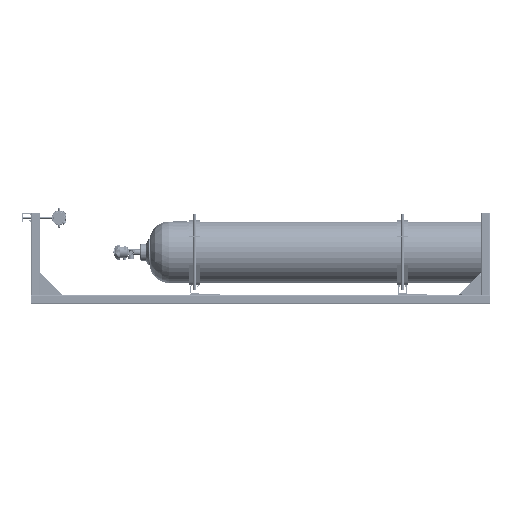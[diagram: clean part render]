
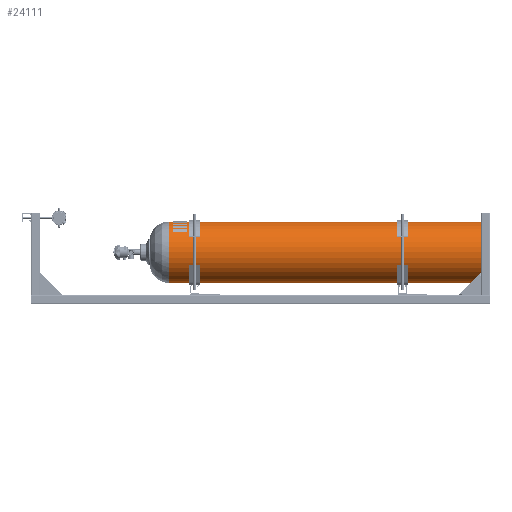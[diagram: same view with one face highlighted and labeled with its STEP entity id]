
A CAD part, left-side view. The second image highlights one B-rep face of the part: STEP entity #24111.
In plain terms, the highlighted cylindrical face has radius 142.85 mm (diameter 285.7 mm), a partial arc.
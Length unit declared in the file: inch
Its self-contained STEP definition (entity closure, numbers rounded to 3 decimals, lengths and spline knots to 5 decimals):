
#5010 = CARTESIAN_POINT ( 'NONE',  ( 0., 0., 5.62402 ) ) ;
#7336 = CARTESIAN_POINT ( 'NONE',  ( 0., 0., 0. ) ) ;
#8638 = CARTESIAN_POINT ( 'NONE',  ( 0., -63., 5.62402 ) ) ;
#10816 = CARTESIAN_POINT ( 'NONE',  ( 0., -63., 0. ) ) ;
#13061 = VERTEX_POINT ( 'NONE', #83765 ) ;
#14837 = ORIENTED_EDGE ( 'NONE', *, *, #45591, .T. ) ;
#17920 = DIRECTION ( 'NONE',  ( 0., -1., 0. ) ) ;
#18915 = DIRECTION ( 'NONE',  ( 0., 0., -1. ) ) ;
#24111 = ADVANCED_FACE ( 'NONE', ( #91286 ), #55669, .T. ) ;
#25154 = CARTESIAN_POINT ( 'NONE',  ( 0., 0., -5.62402 ) ) ;
#26232 = EDGE_LOOP ( 'NONE', ( #69557, #70383, #14837, #44993 ) ) ;
#27244 = LINE ( 'NONE', #5010, #64411 ) ;
#32933 = DIRECTION ( 'NONE',  ( 0., -1., 0. ) ) ;
#40522 = DIRECTION ( 'NONE',  ( 0., 0., -1. ) ) ;
#43913 = EDGE_CURVE ( 'NONE', #85058, #48448, #27244, .T. ) ;
#44993 = ORIENTED_EDGE ( 'NONE', *, *, #62776, .F. ) ;
#45591 = EDGE_CURVE ( 'NONE', #13061, #68845, #86367, .T. ) ;
#46894 = AXIS2_PLACEMENT_3D ( 'NONE', #7336, #60941, #40522 ) ;
#48448 = VERTEX_POINT ( 'NONE', #8638 ) ;
#48926 = DIRECTION ( 'NONE',  ( 0., -1., 0. ) ) ;
#51494 = CARTESIAN_POINT ( 'NONE',  ( 0., -5.29832, 0. ) ) ;
#55669 = CYLINDRICAL_SURFACE ( 'NONE', #46894, 5.62402 ) ;
#57085 = DIRECTION ( 'NONE',  ( 0., -1., 0. ) ) ;
#60941 = DIRECTION ( 'NONE',  ( 0., -1., 0. ) ) ;
#62776 = EDGE_CURVE ( 'NONE', #48448, #68845, #70669, .T. ) ;
#64411 = VECTOR ( 'NONE', #57085, 39.37008 ) ;
#65538 = VECTOR ( 'NONE', #48926, 39.37008 ) ;
#66085 = CIRCLE ( 'NONE', #96735, 5.62402 ) ;
#67024 = EDGE_CURVE ( 'NONE', #85058, #13061, #66085, .T. ) ;
#68845 = VERTEX_POINT ( 'NONE', #91105 ) ;
#69557 = ORIENTED_EDGE ( 'NONE', *, *, #43913, .F. ) ;
#70383 = ORIENTED_EDGE ( 'NONE', *, *, #67024, .T. ) ;
#70669 = CIRCLE ( 'NONE', #83635, 5.62402 ) ;
#73612 = CARTESIAN_POINT ( 'NONE',  ( 0., -5.29832, 5.62402 ) ) ;
#74250 = DIRECTION ( 'NONE',  ( 0., 0., -1. ) ) ;
#83635 = AXIS2_PLACEMENT_3D ( 'NONE', #10816, #17920, #18915 ) ;
#83765 = CARTESIAN_POINT ( 'NONE',  ( 0., -5.29832, -5.62402 ) ) ;
#85058 = VERTEX_POINT ( 'NONE', #73612 ) ;
#86367 = LINE ( 'NONE', #25154, #65538 ) ;
#91105 = CARTESIAN_POINT ( 'NONE',  ( 0., -63., -5.62402 ) ) ;
#91286 = FACE_OUTER_BOUND ( 'NONE', #26232, .T. ) ;
#96735 = AXIS2_PLACEMENT_3D ( 'NONE', #51494, #32933, #74250 ) ;
